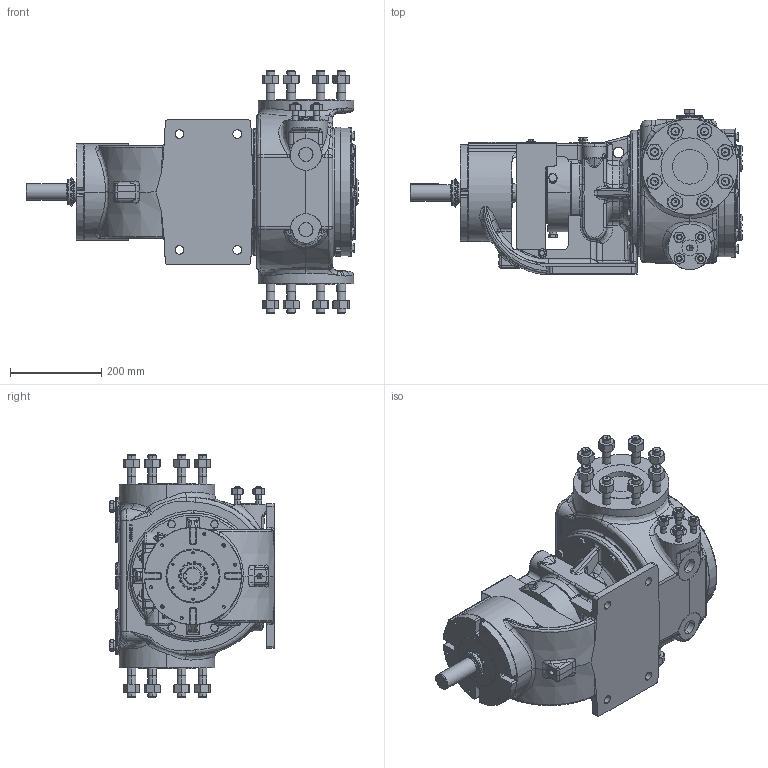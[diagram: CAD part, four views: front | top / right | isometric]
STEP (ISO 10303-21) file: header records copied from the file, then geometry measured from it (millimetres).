
FILE_DESCRIPTION (( 'STEP AP214' ), '1' );
FILE_NAME ('LS4223AX.STEP', '2017-01-19T15:02:03', ( '' ), ( '' ), 'SwSTEP 2.0', 'SolidWorks 2016', '' );
FILE_SCHEMA (( 'AUTOMOTIVE_DESIGN' ));
Length unit declared in the file: inch
Products named in the file (2): LS4223AX
Bounding box: 728.47 x 360.01 x 533.4 mm (x, y, z)
Volume: 35524750.4 mm3; surface area: 1387217.5 mm2
Topology: 1 solids, 5 shells, 3939 faces, 9696 edges, 5929 vertices
Faces by surface type: plane 1544, bspline 915, cone 842, cylinder 638
Entity records: 215369 total; most frequent: CARTESIAN_POINT 95302, ORIENTED_EDGE 19174, DIRECTION 15030, EDGE_CURVE 9587, VERTEX_POINT 5929, AXIS2_PLACEMENT_3D 5622, EDGE_LOOP 4268, ADVANCED_FACE 3939
